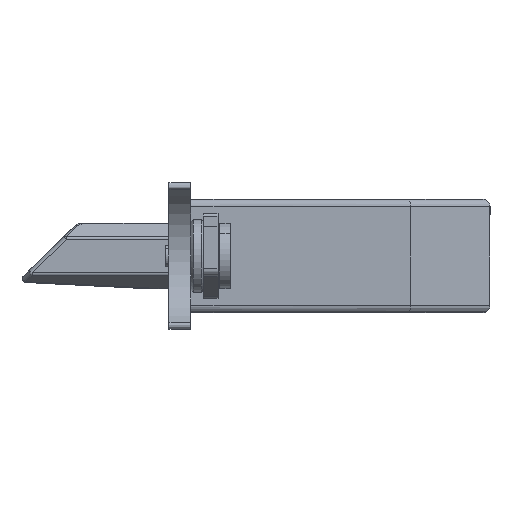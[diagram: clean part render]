
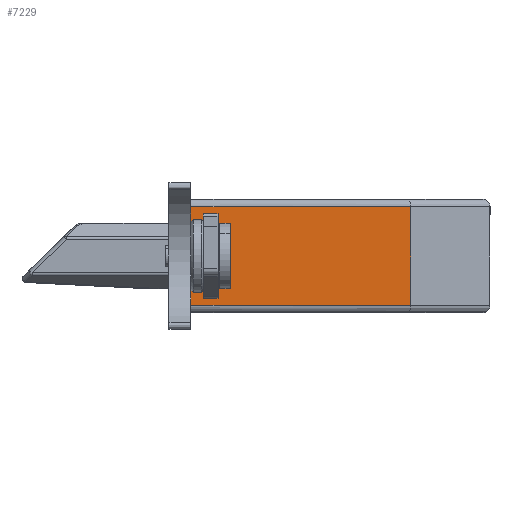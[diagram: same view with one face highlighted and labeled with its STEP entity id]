
A CAD part, front view. The second image highlights one B-rep face of the part: STEP entity #7229.
In plain terms, the highlighted face is planar.
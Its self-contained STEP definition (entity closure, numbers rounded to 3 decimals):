
#541 = EDGE_CURVE ( 'NONE', #2573, #2608, #1772, .T. ) ;
#671 = LINE ( 'NONE', #3537, #3155 ) ;
#920 = LINE ( 'NONE', #8277, #4085 ) ;
#970 = CARTESIAN_POINT ( 'NONE',  ( -33.75, -0.7, 6.75 ) ) ;
#1563 = ORIENTED_EDGE ( 'NONE', *, *, #4158, .F. ) ;
#1650 = EDGE_CURVE ( 'NONE', #6494, #2965, #671, .T. ) ;
#1772 = LINE ( 'NONE', #970, #4503 ) ;
#2573 = VERTEX_POINT ( 'NONE', #3079 ) ;
#2608 = VERTEX_POINT ( 'NONE', #4761 ) ;
#2965 = VERTEX_POINT ( 'NONE', #8196 ) ;
#3079 = CARTESIAN_POINT ( 'NONE',  ( -33.75, -30.7, 6.75 ) ) ;
#3155 = VECTOR ( 'NONE', #9295, 1000. ) ;
#3360 = EDGE_CURVE ( 'NONE', #2965, #2573, #920, .T. ) ;
#3424 = ORIENTED_EDGE ( 'NONE', *, *, #3360, .T. ) ;
#3537 = CARTESIAN_POINT ( 'NONE',  ( -33.75, -41.5, -6.75 ) ) ;
#3822 = DIRECTION ( 'NONE',  ( 0., 0., 1. ) ) ;
#3856 = DIRECTION ( 'NONE',  ( 0., 0., 1. ) ) ;
#4085 = VECTOR ( 'NONE', #3822, 1000. ) ;
#4158 = EDGE_CURVE ( 'NONE', #6494, #2608, #9309, .T. ) ;
#4503 = VECTOR ( 'NONE', #4686, 1000. ) ;
#4580 = PLANE ( 'NONE',  #5096 ) ;
#4686 = DIRECTION ( 'NONE',  ( 0., 1., 0. ) ) ;
#4758 = EDGE_LOOP ( 'NONE', ( #1563, #6167, #3424, #8714 ) ) ;
#4761 = CARTESIAN_POINT ( 'NONE',  ( -33.75, -0.7, 6.75 ) ) ;
#5096 = AXIS2_PLACEMENT_3D ( 'NONE', #6141, #6100, #3856 ) ;
#5238 = FACE_OUTER_BOUND ( 'NONE', #4758, .T. ) ;
#6100 = DIRECTION ( 'NONE',  ( -1., 0., 0. ) ) ;
#6141 = CARTESIAN_POINT ( 'NONE',  ( -33.75, -41.5, -7.75 ) ) ;
#6167 = ORIENTED_EDGE ( 'NONE', *, *, #1650, .T. ) ;
#6494 = VERTEX_POINT ( 'NONE', #7468 ) ;
#6778 = VECTOR ( 'NONE', #8538, 1000. ) ;
#7229 = ADVANCED_FACE ( 'NONE', ( #5238 ), #4580, .T. ) ;
#7468 = CARTESIAN_POINT ( 'NONE',  ( -33.75, -0.7, -6.75 ) ) ;
#8196 = CARTESIAN_POINT ( 'NONE',  ( -33.75, -30.7, -6.75 ) ) ;
#8277 = CARTESIAN_POINT ( 'NONE',  ( -33.75, -30.7, -7.75 ) ) ;
#8538 = DIRECTION ( 'NONE',  ( 0., 0., 1. ) ) ;
#8624 = CARTESIAN_POINT ( 'NONE',  ( -33.75, -0.7, -7.75 ) ) ;
#8714 = ORIENTED_EDGE ( 'NONE', *, *, #541, .T. ) ;
#9295 = DIRECTION ( 'NONE',  ( 0., -1., 0. ) ) ;
#9309 = LINE ( 'NONE', #8624, #6778 ) ;
